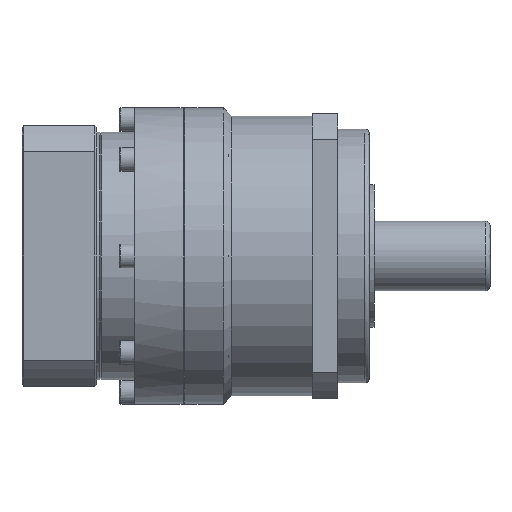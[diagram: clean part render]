
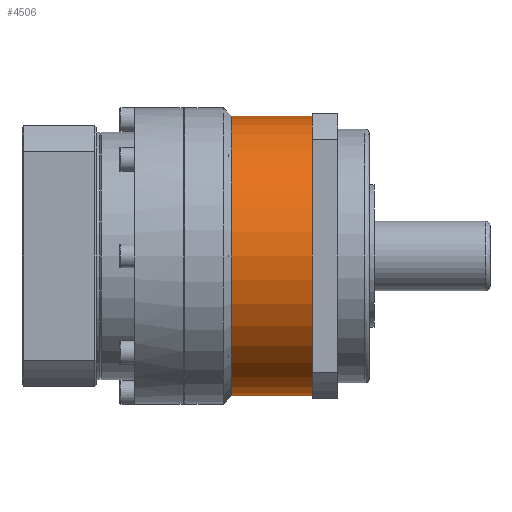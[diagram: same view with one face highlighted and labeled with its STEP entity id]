
A CAD part, front view. The second image highlights one B-rep face of the part: STEP entity #4506.
In plain terms, the highlighted cylindrical face has radius 44 mm (diameter 88 mm), a partial arc.
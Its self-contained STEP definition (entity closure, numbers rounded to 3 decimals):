
#2778 = VERTEX_POINT ( 'NONE', #7112 ) ;
#3084 = CIRCLE ( 'NONE', #6968, 44. ) ;
#3119 = DIRECTION ( 'NONE',  ( 0., 0., 1. ) ) ;
#3142 = DIRECTION ( 'NONE',  ( -1., 0., 0. ) ) ;
#3165 = DIRECTION ( 'NONE',  ( 1., 0., 0. ) ) ;
#3182 = CARTESIAN_POINT ( 'NONE',  ( -81.5, 0., 0. ) ) ;
#3663 = DIRECTION ( 'NONE',  ( -1., 0., 0. ) ) ;
#4233 = VERTEX_POINT ( 'NONE', #16539 ) ;
#4506 = ADVANCED_FACE ( 'NONE', ( #6235 ), #16155, .T. ) ;
#5088 = DIRECTION ( 'NONE',  ( -1., 0., 0. ) ) ;
#6235 = FACE_OUTER_BOUND ( 'NONE', #13487, .T. ) ;
#6354 = EDGE_CURVE ( 'NONE', #4233, #2778, #3084, .T. ) ;
#6634 = VECTOR ( 'NONE', #5088, 1000. ) ;
#6757 = CARTESIAN_POINT ( 'NONE',  ( -68.75, 0., 44. ) ) ;
#6968 = AXIS2_PLACEMENT_3D ( 'NONE', #3182, #3165, #3119 ) ;
#7112 = CARTESIAN_POINT ( 'NONE',  ( -81.5, 0., -44. ) ) ;
#8271 = EDGE_CURVE ( 'NONE', #15077, #2778, #15887, .T. ) ;
#9031 = ORIENTED_EDGE ( 'NONE', *, *, #6354, .T. ) ;
#11054 = ORIENTED_EDGE ( 'NONE', *, *, #16758, .T. ) ;
#11938 = ORIENTED_EDGE ( 'NONE', *, *, #19905, .T. ) ;
#11943 = DIRECTION ( 'NONE',  ( 0., 0., 1. ) ) ;
#12414 = CARTESIAN_POINT ( 'NONE',  ( -68.75, 0., 0. ) ) ;
#12602 = DIRECTION ( 'NONE',  ( -1., 0., 0. ) ) ;
#12653 = CARTESIAN_POINT ( 'NONE',  ( -56., 0., 0. ) ) ;
#13487 = EDGE_LOOP ( 'NONE', ( #19006, #11054, #11938, #9031 ) ) ;
#14124 = CARTESIAN_POINT ( 'NONE',  ( -56., 0., -44. ) ) ;
#14166 = DIRECTION ( 'NONE',  ( 0., 0., 1. ) ) ;
#14365 = AXIS2_PLACEMENT_3D ( 'NONE', #12414, #12602, #11943 ) ;
#14662 = CARTESIAN_POINT ( 'NONE',  ( -68.75, 0., -44. ) ) ;
#14833 = CARTESIAN_POINT ( 'NONE',  ( -56., 0., 44. ) ) ;
#15077 = VERTEX_POINT ( 'NONE', #14124 ) ;
#15887 = LINE ( 'NONE', #14662, #19890 ) ;
#16155 = CYLINDRICAL_SURFACE ( 'NONE', #14365, 44. ) ;
#16539 = CARTESIAN_POINT ( 'NONE',  ( -81.5, 0., 44. ) ) ;
#16758 = EDGE_CURVE ( 'NONE', #15077, #18603, #19826, .T. ) ;
#17912 = AXIS2_PLACEMENT_3D ( 'NONE', #12653, #3142, #14166 ) ;
#18462 = LINE ( 'NONE', #6757, #6634 ) ;
#18603 = VERTEX_POINT ( 'NONE', #14833 ) ;
#19006 = ORIENTED_EDGE ( 'NONE', *, *, #8271, .F. ) ;
#19826 = CIRCLE ( 'NONE', #17912, 44. ) ;
#19890 = VECTOR ( 'NONE', #3663, 1000. ) ;
#19905 = EDGE_CURVE ( 'NONE', #18603, #4233, #18462, .T. ) ;
